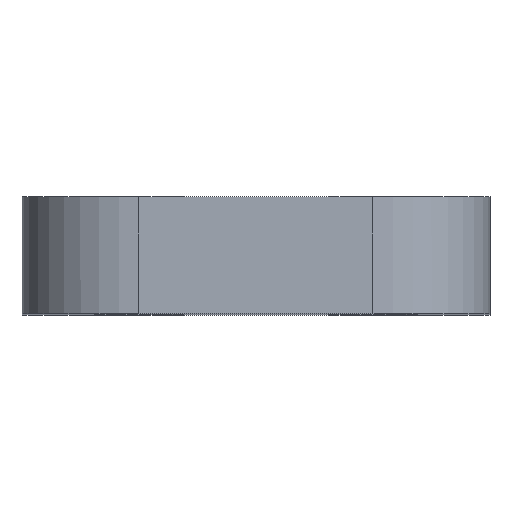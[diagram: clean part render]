
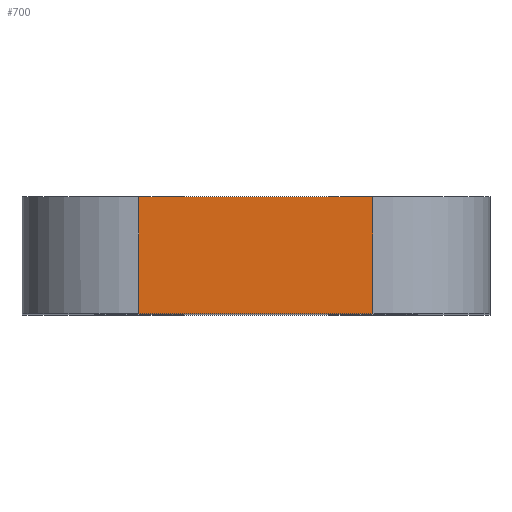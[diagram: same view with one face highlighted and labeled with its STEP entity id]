
A CAD part, top view. The second image highlights one B-rep face of the part: STEP entity #700.
In plain terms, the highlighted planar face has unit normal (0, 0, 1).
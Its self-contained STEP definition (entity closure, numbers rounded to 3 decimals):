
#5 = DIRECTION ( 'NONE',  ( -1., 0., 0. ) ) ;
#54 = VECTOR ( 'NONE', #464, 1000. ) ;
#60 = EDGE_CURVE ( 'NONE', #666, #545, #487, .T. ) ;
#114 = DIRECTION ( 'NONE',  ( 0., -1., 0. ) ) ;
#124 = CARTESIAN_POINT ( 'NONE',  ( -10., 0., 20. ) ) ;
#138 = CARTESIAN_POINT ( 'NONE',  ( -5., 0., 20. ) ) ;
#154 = FACE_OUTER_BOUND ( 'NONE', #590, .T. ) ;
#167 = VERTEX_POINT ( 'NONE', #215 ) ;
#215 = CARTESIAN_POINT ( 'NONE',  ( -5., 5., 20. ) ) ;
#323 = CARTESIAN_POINT ( 'NONE',  ( 5., 5., 20. ) ) ;
#358 = EDGE_CURVE ( 'NONE', #167, #515, #688, .T. ) ;
#364 = CARTESIAN_POINT ( 'NONE',  ( -5., 5., 20. ) ) ;
#370 = LINE ( 'NONE', #124, #697 ) ;
#372 = DIRECTION ( 'NONE',  ( 0., 1., 0. ) ) ;
#422 = VECTOR ( 'NONE', #372, 1000. ) ;
#454 = EDGE_CURVE ( 'NONE', #515, #666, #370, .T. ) ;
#464 = DIRECTION ( 'NONE',  ( 1., 0., 0. ) ) ;
#480 = ORIENTED_EDGE ( 'NONE', *, *, #681, .F. ) ;
#487 = LINE ( 'NONE', #686, #422 ) ;
#509 = CARTESIAN_POINT ( 'NONE',  ( -10., 5., 20. ) ) ;
#515 = VERTEX_POINT ( 'NONE', #138 ) ;
#545 = VERTEX_POINT ( 'NONE', #323 ) ;
#551 = VECTOR ( 'NONE', #114, 1000. ) ;
#590 = EDGE_LOOP ( 'NONE', ( #480, #802, #761, #821 ) ) ;
#627 = AXIS2_PLACEMENT_3D ( 'NONE', #509, #644, #5 ) ;
#644 = DIRECTION ( 'NONE',  ( 0., 0., -1. ) ) ;
#650 = CARTESIAN_POINT ( 'NONE',  ( -10., 5., 20. ) ) ;
#666 = VERTEX_POINT ( 'NONE', #705 ) ;
#681 = EDGE_CURVE ( 'NONE', #167, #545, #797, .T. ) ;
#686 = CARTESIAN_POINT ( 'NONE',  ( 5., 5., 20. ) ) ;
#688 = LINE ( 'NONE', #364, #551 ) ;
#697 = VECTOR ( 'NONE', #745, 1000. ) ;
#700 = ADVANCED_FACE ( 'NONE', ( #154 ), #772, .F. ) ;
#705 = CARTESIAN_POINT ( 'NONE',  ( 5., 0., 20. ) ) ;
#745 = DIRECTION ( 'NONE',  ( 1., 0., 0. ) ) ;
#761 = ORIENTED_EDGE ( 'NONE', *, *, #454, .T. ) ;
#772 = PLANE ( 'NONE',  #627 ) ;
#797 = LINE ( 'NONE', #650, #54 ) ;
#802 = ORIENTED_EDGE ( 'NONE', *, *, #358, .T. ) ;
#821 = ORIENTED_EDGE ( 'NONE', *, *, #60, .T. ) ;
